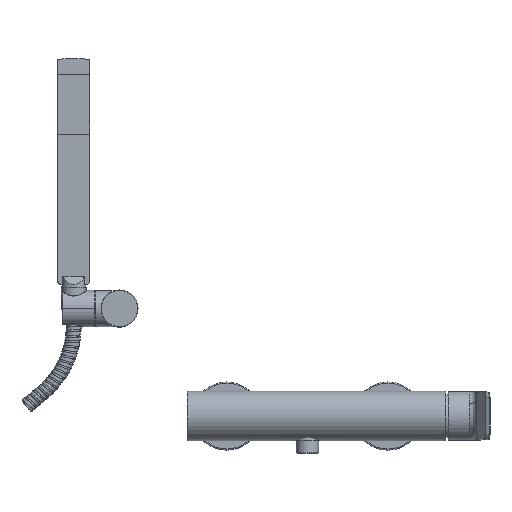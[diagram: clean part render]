
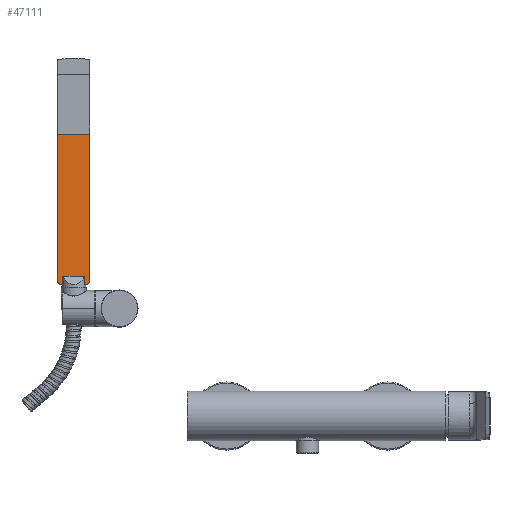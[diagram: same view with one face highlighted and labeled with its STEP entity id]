
A CAD part, top view. The second image highlights one B-rep face of the part: STEP entity #47111.
In plain terms, the highlighted planar face has unit normal (0, 0, 1).
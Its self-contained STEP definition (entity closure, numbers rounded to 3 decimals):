
#34602=DIRECTION('',(0.,1.,0.));
#34603=VECTOR('',#34602,8.);
#34604=CARTESIAN_POINT('',(-227.828,122.,17.5));
#34605=LINE('',#34604,#34603);
#34648=DIRECTION('',(0.,-1.,0.));
#34649=VECTOR('',#34648,136.5);
#34650=CARTESIAN_POINT('',(-202.75,262.5,17.5));
#34651=LINE('',#34650,#34649);
#34652=CARTESIAN_POINT('',(-206.75,126.,17.5));
#34653=DIRECTION('',(0.,0.,-1.));
#34654=DIRECTION('',(1.,0.,0.));
#34655=AXIS2_PLACEMENT_3D('',#34652,#34653,#34654);
#34657=DIRECTION('',(0.,1.,0.));
#34658=VECTOR('',#34657,8.);
#34659=CARTESIAN_POINT('',(-207.672,122.,17.5));
#34660=LINE('',#34659,#34658);
#34661=CARTESIAN_POINT('',(-228.75,126.,17.5));
#34662=DIRECTION('',(0.,0.,-1.));
#34663=DIRECTION('',(0.,-1.,0.));
#34664=AXIS2_PLACEMENT_3D('',#34661,#34662,#34663);
#34666=DIRECTION('',(0.,1.,0.));
#34667=VECTOR('',#34666,136.5);
#34668=CARTESIAN_POINT('',(-232.75,126.,17.5));
#34669=LINE('',#34668,#34667);
#34670=DIRECTION('',(1.,0.,0.));
#34671=VECTOR('',#34670,30.);
#34672=CARTESIAN_POINT('',(-232.75,262.5,17.5));
#34673=LINE('',#34672,#34671);
#34843=DIRECTION('',(1.,0.,0.));
#34844=VECTOR('',#34843,0.922);
#34845=CARTESIAN_POINT('',(-207.672,122.,17.5));
#34846=LINE('',#34845,#34844);
#34847=DIRECTION('',(1.,0.,0.));
#34848=VECTOR('',#34847,20.156);
#34849=CARTESIAN_POINT('',(-227.828,130.,17.5));
#34850=LINE('',#34849,#34848);
#34855=DIRECTION('',(1.,0.,0.));
#34856=VECTOR('',#34855,0.922);
#34857=CARTESIAN_POINT('',(-228.75,122.,17.5));
#34858=LINE('',#34857,#34856);
#38615=CARTESIAN_POINT('',(-228.75,122.,17.5));
#38617=VERTEX_POINT('',#38615);
#38622=CARTESIAN_POINT('',(-232.75,126.,17.5));
#38624=VERTEX_POINT('',#38622);
#38626=CARTESIAN_POINT('',(-227.828,122.,17.5));
#38627=VERTEX_POINT('',#38626);
#38633=CARTESIAN_POINT('',(-206.75,122.,17.5));
#38635=VERTEX_POINT('',#38633);
#38638=CARTESIAN_POINT('',(-202.75,126.,17.5));
#38640=VERTEX_POINT('',#38638);
#38643=CARTESIAN_POINT('',(-207.672,122.,17.5));
#38644=VERTEX_POINT('',#38643);
#38647=CARTESIAN_POINT('',(-232.75,262.5,17.5));
#38648=CARTESIAN_POINT('',(-202.75,262.5,17.5));
#38649=VERTEX_POINT('',#38647);
#38650=VERTEX_POINT('',#38648);
#38659=CARTESIAN_POINT('',(-227.828,130.,17.5));
#38660=CARTESIAN_POINT('',(-207.672,130.,17.5));
#38661=VERTEX_POINT('',#38659);
#38662=VERTEX_POINT('',#38660);
#47087=CARTESIAN_POINT('',(-230.289,126.,17.5));
#47088=DIRECTION('',(0.,0.,-1.));
#47089=DIRECTION('',(-1.,0.,0.));
#47090=AXIS2_PLACEMENT_3D('',#47087,#47088,#47089);
#47091=PLANE('',#47090);
#47093=ORIENTED_EDGE('',*,*,#47092,.T.);
#47095=ORIENTED_EDGE('',*,*,#47094,.T.);
#47097=ORIENTED_EDGE('',*,*,#47096,.F.);
#47098=ORIENTED_EDGE('',*,*,#47043,.T.);
#47100=ORIENTED_EDGE('',*,*,#47099,.F.);
#47101=ORIENTED_EDGE('',*,*,#47039,.F.);
#47103=ORIENTED_EDGE('',*,*,#47102,.F.);
#47104=ORIENTED_EDGE('',*,*,#47065,.T.);
#47106=ORIENTED_EDGE('',*,*,#47105,.T.);
#47108=ORIENTED_EDGE('',*,*,#47107,.T.);
#47109=EDGE_LOOP('',(#47093,#47095,#47097,#47098,#47100,#47101,#47103,#47104,
#47106,#47108));
#47110=FACE_OUTER_BOUND('',#47109,.F.);
#47111=ADVANCED_FACE('',(#47110),#47091,.F.);
#34656=CIRCLE('',#34655,4.);
#34665=CIRCLE('',#34664,4.);
#47039=EDGE_CURVE('',#38627,#38661,#34605,.T.);
#47043=EDGE_CURVE('',#38644,#38662,#34660,.T.);
#47065=EDGE_CURVE('',#38617,#38624,#34665,.T.);
#47092=EDGE_CURVE('',#38650,#38640,#34651,.T.);
#47094=EDGE_CURVE('',#38640,#38635,#34656,.T.);
#47096=EDGE_CURVE('',#38644,#38635,#34846,.T.);
#47099=EDGE_CURVE('',#38661,#38662,#34850,.T.);
#47102=EDGE_CURVE('',#38617,#38627,#34858,.T.);
#47105=EDGE_CURVE('',#38624,#38649,#34669,.T.);
#47107=EDGE_CURVE('',#38649,#38650,#34673,.T.);
